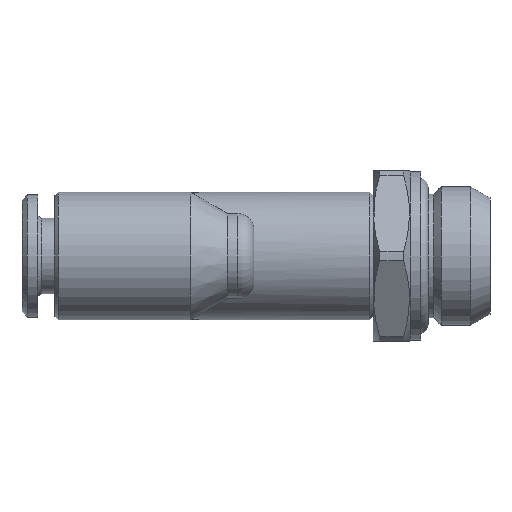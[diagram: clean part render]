
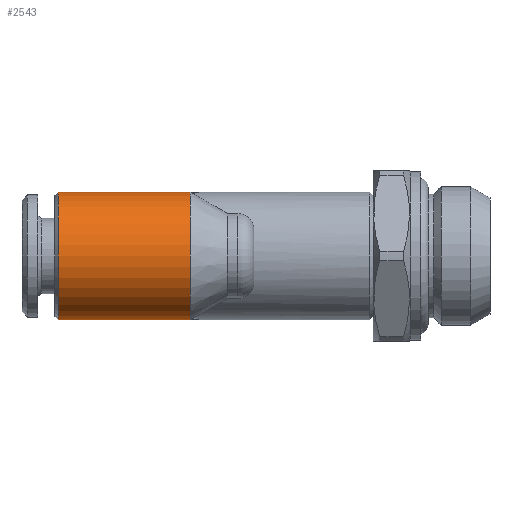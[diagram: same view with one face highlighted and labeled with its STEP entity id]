
A CAD part, left-side view. The second image highlights one B-rep face of the part: STEP entity #2543.
In plain terms, the highlighted cylindrical face has radius 6 mm (diameter 12 mm), a partial arc.
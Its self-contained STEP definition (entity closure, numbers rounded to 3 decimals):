
#680 = CARTESIAN_POINT ( 'NONE',  ( -6.6, 10.2, 0. ) ) ;
#706 = DIRECTION ( 'NONE',  ( 0., 1., 0. ) ) ;
#723 = DIRECTION ( 'NONE',  ( 0., 0., 1. ) ) ;
#746 = CIRCLE ( 'NONE', #748, 6. ) ;
#748 = AXIS2_PLACEMENT_3D ( 'NONE', #680, #706, #723 ) ;
#771 = CARTESIAN_POINT ( 'NONE',  ( -6.6, 17.66, 0. ) ) ;
#772 = CYLINDRICAL_SURFACE ( 'NONE', #785, 6. ) ;
#778 = FACE_OUTER_BOUND ( 'NONE', #2538, .T. ) ;
#783 = DIRECTION ( 'NONE',  ( 0., 0., 1. ) ) ;
#784 = DIRECTION ( 'NONE',  ( 0., 1., 0. ) ) ;
#785 = AXIS2_PLACEMENT_3D ( 'NONE', #771, #784, #783 ) ;
#1337 = EDGE_CURVE ( 'NONE', #1352, #1368, #3173, .T. ) ;
#1352 = VERTEX_POINT ( 'NONE', #3192 ) ;
#1356 = EDGE_CURVE ( 'NONE', #1368, #1433, #3184, .T. ) ;
#1368 = VERTEX_POINT ( 'NONE', #3260 ) ;
#1393 = VERTEX_POINT ( 'NONE', #3314 ) ;
#1431 = EDGE_CURVE ( 'NONE', #1352, #1393, #3388, .T. ) ;
#1433 = VERTEX_POINT ( 'NONE', #3364 ) ;
#2456 = ORIENTED_EDGE ( 'NONE', *, *, #1356, .T. ) ;
#2487 = ORIENTED_EDGE ( 'NONE', *, *, #1431, .F. ) ;
#2490 = ORIENTED_EDGE ( 'NONE', *, *, #2521, .F. ) ;
#2521 = EDGE_CURVE ( 'NONE', #1393, #1433, #746, .T. ) ;
#2522 = ORIENTED_EDGE ( 'NONE', *, *, #1337, .T. ) ;
#2538 = EDGE_LOOP ( 'NONE', ( #2487, #2522, #2456, #2490 ) ) ;
#2543 = ADVANCED_FACE ( 'NONE', ( #778 ), #772, .T. ) ;
#3135 = DIRECTION ( 'NONE',  ( 0., 1., 0. ) ) ;
#3136 = AXIS2_PLACEMENT_3D ( 'NONE', #3150, #3135, #3171 ) ;
#3150 = CARTESIAN_POINT ( 'NONE',  ( -6.6, -2.236, 0. ) ) ;
#3171 = DIRECTION ( 'NONE',  ( 0., 0., 1. ) ) ;
#3173 = CIRCLE ( 'NONE', #3136, 6. ) ;
#3177 = DIRECTION ( 'NONE',  ( 0., 1., 0. ) ) ;
#3178 = VECTOR ( 'NONE', #3177, 1000. ) ;
#3183 = CARTESIAN_POINT ( 'NONE',  ( -6.6, 17.66, 6. ) ) ;
#3184 = LINE ( 'NONE', #3183, #3178 ) ;
#3192 = CARTESIAN_POINT ( 'NONE',  ( -6.6, -2.236, -6. ) ) ;
#3260 = CARTESIAN_POINT ( 'NONE',  ( -6.6, -2.236, 6. ) ) ;
#3314 = CARTESIAN_POINT ( 'NONE',  ( -6.6, 10.2, -6. ) ) ;
#3364 = CARTESIAN_POINT ( 'NONE',  ( -6.6, 10.2, 6. ) ) ;
#3366 = DIRECTION ( 'NONE',  ( 0., 1., 0. ) ) ;
#3367 = VECTOR ( 'NONE', #3366, 1000. ) ;
#3368 = CARTESIAN_POINT ( 'NONE',  ( -6.6, 17.66, -6. ) ) ;
#3388 = LINE ( 'NONE', #3368, #3367 ) ;
